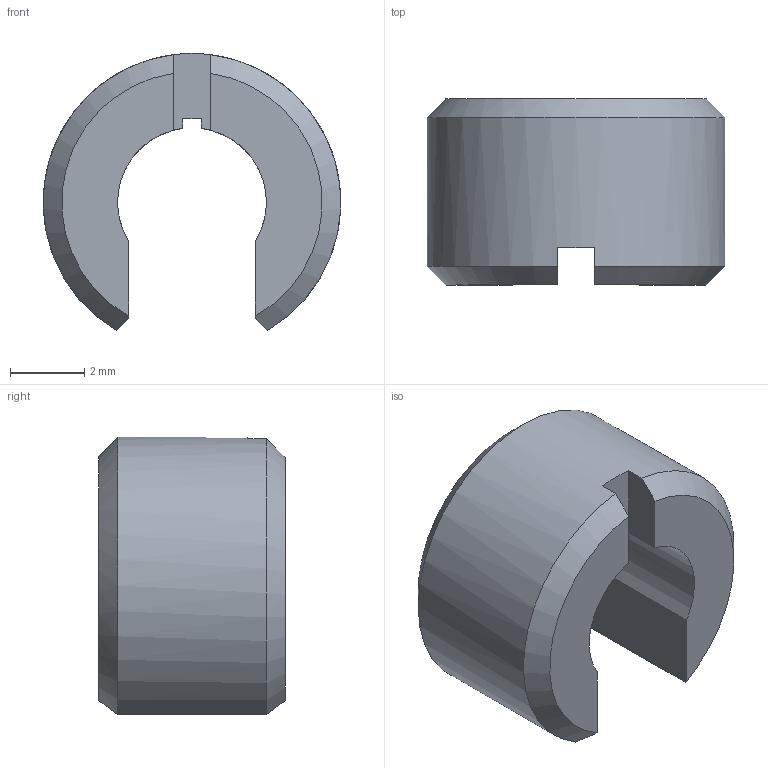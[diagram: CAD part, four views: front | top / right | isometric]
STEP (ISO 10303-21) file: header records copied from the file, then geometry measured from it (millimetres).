
FILE_DESCRIPTION (( 'STEP AP203' ), '1' );
FILE_NAME ('FT_Klemmbuchse5_37679_dummie___V02.STEP', '2021-07-16T05:49:39', ( '' ), ( '' ), 'SwSTEP 2.0', 'SolidWorks 2020', '' );
FILE_SCHEMA (( 'CONFIG_CONTROL_DESIGN' ));
Length unit declared in the file: millimetre
Products named in the file (1): FT_Klemmbuchse5_37679_dummie___V02
Bounding box: 8 x 5 x 7.45 mm (x, y, z)
Volume: 143.6 mm3; surface area: 223.4 mm2
Topology: 1 solids, 1 shells, 19 faces, 51 edges, 34 vertices
Faces by surface type: plane 13, cylinder 3, cone 3
Entity records: 685 total; most frequent: CARTESIAN_POINT 135, ORIENTED_EDGE 102, DIRECTION 94, EDGE_CURVE 51, VERTEX_POINT 34, AXIS2_PLACEMENT_3D 33, VECTOR 28, LINE 28
